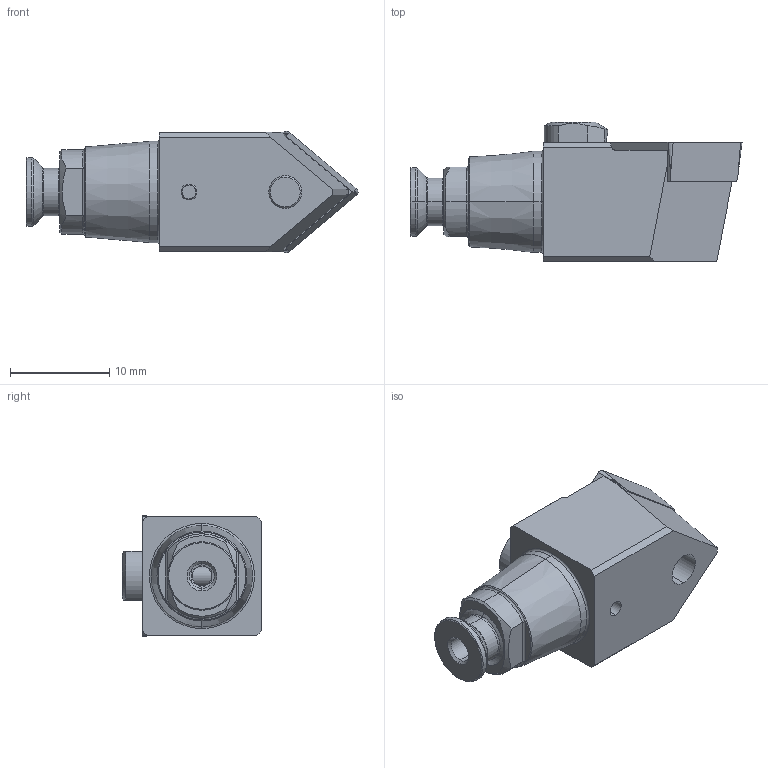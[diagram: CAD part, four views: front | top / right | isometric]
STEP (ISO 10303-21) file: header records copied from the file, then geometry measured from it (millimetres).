
FILE_DESCRIPTION (( 'STEP AP203' ), '1' );
FILE_NAME ('LW3.SCMCN.0020.09.STEP', '2024-08-26T13:46:34', ( '' ), ( '' ), 'SwSTEP 2.0', 'SolidWorks 2022', '' );
FILE_SCHEMA (( 'CONFIG_CONTROL_DESIGN' ));
Length unit declared in the file: millimetre
Products named in the file (7): LW3-U00.ER1.000_B; CCMT09T304; LWX-ER1.007.002; WCB-ER2.001.009_A; ISO 14581 - M2x12; LW3-KCB.NMA.020_A; LW3.SCMCN.0020.09
Assembly tree (6 placements, depth 2):
  LW3.SCMCN.0020.09
    LW3-KCB.NMA.020_A
    LW3-U00.ER1.000_B
    LWX-ER1.007.002
    ISO 14581 - M2x12
    CCMT09T304
    WCB-ER2.001.009_A
Bounding box: 33.4 x 14 x 12.19 mm (x, y, z)
Volume: 2833.8 mm3; surface area: 2577.6 mm2
Topology: 6 solids, 6 shells, 258 faces, 633 edges, 379 vertices
Faces by surface type: cylinder 78, plane 71, cone 70, torus 25, bspline 12, sphere 2
Entity records: 8703 total; most frequent: CARTESIAN_POINT 2020, DIRECTION 1276, ORIENTED_EDGE 1246, EDGE_CURVE 623, AXIS2_PLACEMENT_3D 513, VERTEX_POINT 379, EDGE_LOOP 272, ADVANCED_FACE 258
